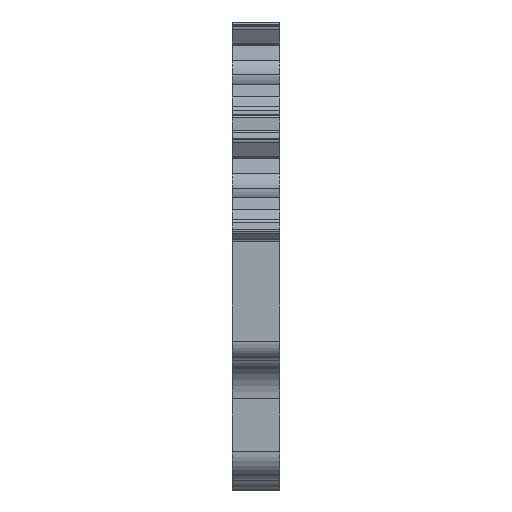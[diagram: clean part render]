
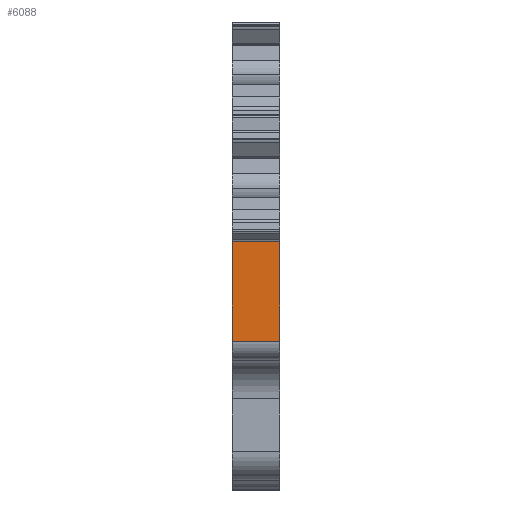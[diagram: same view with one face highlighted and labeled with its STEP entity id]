
A CAD part, top view. The second image highlights one B-rep face of the part: STEP entity #6088.
In plain terms, the highlighted face is planar.
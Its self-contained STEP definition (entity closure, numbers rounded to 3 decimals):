
#9 = VECTOR ( 'NONE', #163, 1000. ) ;
#163 = DIRECTION ( 'NONE',  ( 1., 0., 0. ) ) ;
#701 = CARTESIAN_POINT ( 'NONE',  ( 0., 14.173, 18.196 ) ) ;
#765 = VERTEX_POINT ( 'NONE', #5916 ) ;
#1294 = VERTEX_POINT ( 'NONE', #11998 ) ;
#1330 = ORIENTED_EDGE ( 'NONE', *, *, #10075, .T. ) ;
#1332 = CARTESIAN_POINT ( 'NONE',  ( 5., 14.173, 7.843 ) ) ;
#1804 = DIRECTION ( 'NONE',  ( 0., -1., 0. ) ) ;
#1849 = ORIENTED_EDGE ( 'NONE', *, *, #10769, .T. ) ;
#1939 = LINE ( 'NONE', #4702, #10278 ) ;
#1988 = CARTESIAN_POINT ( 'NONE',  ( 0., 14.173, 7.843 ) ) ;
#2373 = VERTEX_POINT ( 'NONE', #8310 ) ;
#2996 = EDGE_CURVE ( 'NONE', #765, #3781, #10387, .T. ) ;
#3781 = VERTEX_POINT ( 'NONE', #1332 ) ;
#3958 = EDGE_CURVE ( 'NONE', #1294, #765, #6725, .T. ) ;
#4702 = CARTESIAN_POINT ( 'NONE',  ( 5., 14.173, 20.941 ) ) ;
#4879 = DIRECTION ( 'NONE',  ( 0., 0., -1. ) ) ;
#5798 = DIRECTION ( 'NONE',  ( 0., 0., -1. ) ) ;
#5916 = CARTESIAN_POINT ( 'NONE',  ( 0., 14.173, 7.843 ) ) ;
#6088 = ADVANCED_FACE ( 'NONE', ( #12182 ), #10118, .F. ) ;
#6258 = ORIENTED_EDGE ( 'NONE', *, *, #3958, .F. ) ;
#6725 = LINE ( 'NONE', #11433, #9292 ) ;
#7337 = DIRECTION ( 'NONE',  ( 0., 0., 1. ) ) ;
#7521 = EDGE_LOOP ( 'NONE', ( #1330, #8839, #6258, #1849 ) ) ;
#8310 = CARTESIAN_POINT ( 'NONE',  ( 5., 14.173, 18.196 ) ) ;
#8405 = CARTESIAN_POINT ( 'NONE',  ( 0., 14.173, 20.941 ) ) ;
#8839 = ORIENTED_EDGE ( 'NONE', *, *, #2996, .F. ) ;
#9201 = LINE ( 'NONE', #701, #9892 ) ;
#9292 = VECTOR ( 'NONE', #5798, 1000. ) ;
#9892 = VECTOR ( 'NONE', #12004, 1000. ) ;
#10075 = EDGE_CURVE ( 'NONE', #2373, #3781, #1939, .T. ) ;
#10118 = PLANE ( 'NONE',  #11107 ) ;
#10278 = VECTOR ( 'NONE', #4879, 1000. ) ;
#10387 = LINE ( 'NONE', #1988, #9 ) ;
#10769 = EDGE_CURVE ( 'NONE', #1294, #2373, #9201, .T. ) ;
#11107 = AXIS2_PLACEMENT_3D ( 'NONE', #8405, #1804, #7337 ) ;
#11433 = CARTESIAN_POINT ( 'NONE',  ( 0., 14.173, 20.941 ) ) ;
#11998 = CARTESIAN_POINT ( 'NONE',  ( 0., 14.173, 18.196 ) ) ;
#12004 = DIRECTION ( 'NONE',  ( 1., 0., 0. ) ) ;
#12182 = FACE_OUTER_BOUND ( 'NONE', #7521, .T. ) ;
